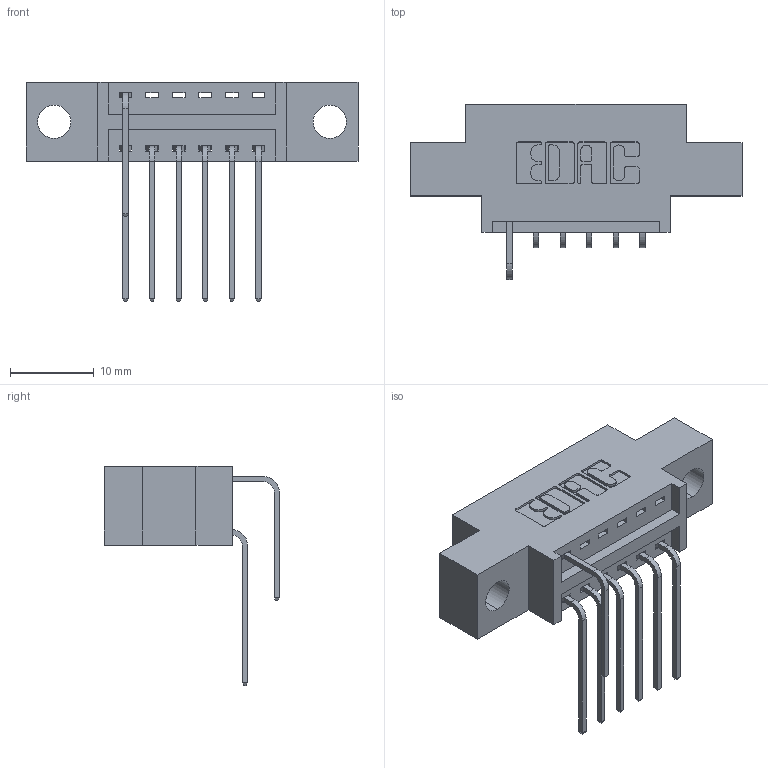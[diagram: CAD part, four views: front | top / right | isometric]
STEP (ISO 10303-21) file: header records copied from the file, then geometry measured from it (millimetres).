
FILE_DESCRIPTION (( 'STEP AP203' ), '1' );
FILE_NAME ('346-012-559-804.STEP', '2018-08-19T23:16:27', ( '' ), ( '' ), 'SwSTEP 2.0', 'SolidWorks 2016', '' );
FILE_SCHEMA (( 'CONFIG_CONTROL_DESIGN' ));
Length unit declared in the file: inch
Products named in the file (4): 346-012-559-804; 346 Part_0.170 Offset - 0.156 Dia-TH; 345-292-001_558 559 Tail - 1; 345-292-001_559 Tail - 2
Assembly tree (8 placements, depth 2):
  346-012-559-804
    346 Part_0.170 Offset - 0.156 Dia-TH
    345-292-001_558 559 Tail - 1  x6
    345-292-001_559 Tail - 2
Bounding box: 39.62 x 20.89 x 26.16 mm (x, y, z)
Volume: 3337.2 mm3; surface area: 3948.5 mm2
Topology: 8 solids, 8 shells, 534 faces, 1573 edges, 1038 vertices
Faces by surface type: plane 364, cylinder 170
Entity records: 10521 total; most frequent: CARTESIAN_POINT 1858, ORIENTED_EDGE 1746, DIRECTION 1655, EDGE_CURVE 873, LINE 677, VECTOR 677, VERTEX_POINT 578, AXIS2_PLACEMENT_3D 489
